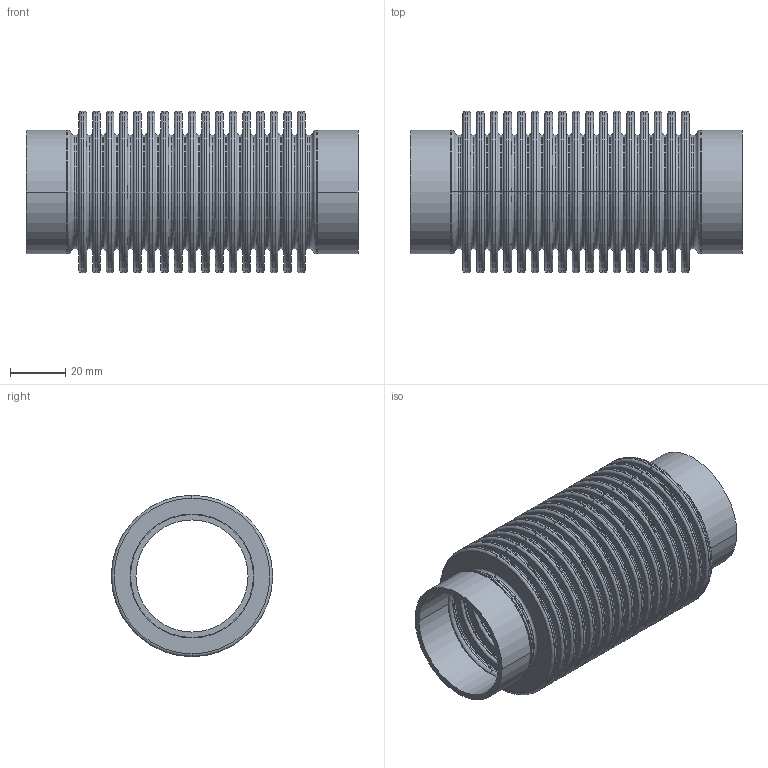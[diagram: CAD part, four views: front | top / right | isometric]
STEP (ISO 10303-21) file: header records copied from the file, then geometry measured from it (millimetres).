
FILE_DESCRIPTION (( 'STEP AP214' ), '1' );
FILE_NAME ('170SFA040-120.stp', '2017-06-07T12:29:43', ( '' ), ( '' ), 'SwSTEP 2.0', 'SolidWorks 2015', '' );
FILE_SCHEMA (( 'AUTOMOTIVE_DESIGN' ));
Length unit declared in the file: millimetre
Products named in the file (1): 170SFA040-120
Bounding box: 120 x 58.3 x 58.3 mm (x, y, z)
Volume: 16375.2 mm3; surface area: 120361.1 mm2
Topology: 1 solids, 1 shells, 514 faces, 1028 edges, 588 vertices
Faces by surface type: torus 288, cylinder 152, plane 74
Entity records: 19204 total; most frequent: DIRECTION 2934, CARTESIAN_POINT 2131, ORIENTED_EDGE 2056, AXIS2_PLACEMENT_3D 1391, EDGE_CURVE 1028, CIRCLE 876, VERTEX_POINT 588, EDGE_LOOP 588
